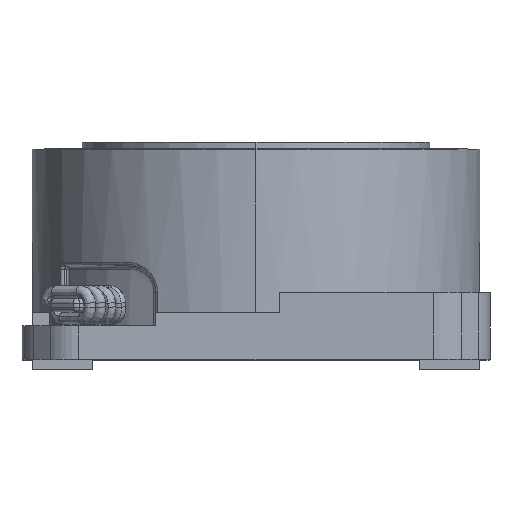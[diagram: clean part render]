
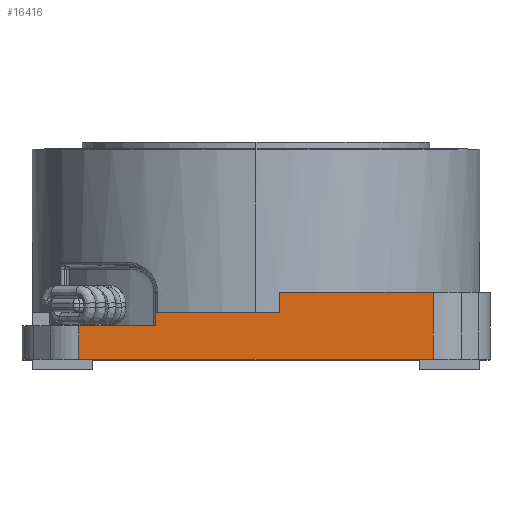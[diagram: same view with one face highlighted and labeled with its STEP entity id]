
A CAD part, top view. The second image highlights one B-rep face of the part: STEP entity #16416.
In plain terms, the highlighted planar face has unit normal (0, 0, 1).
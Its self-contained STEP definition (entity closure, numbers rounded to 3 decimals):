
#163 = EDGE_CURVE ( 'NONE', #15795, #1183, #19782, .T. ) ;
#223 = CARTESIAN_POINT ( 'NONE',  ( 2.651, 0.15, 3.5 ) ) ;
#413 = VECTOR ( 'NONE', #7410, 1000. ) ;
#623 = LINE ( 'NONE', #11575, #17207 ) ;
#1183 = VERTEX_POINT ( 'NONE', #1209 ) ;
#1209 = CARTESIAN_POINT ( 'NONE',  ( 2.651, 1.15, 3.5 ) ) ;
#1399 = ORIENTED_EDGE ( 'NONE', *, *, #1602, .F. ) ;
#1602 = EDGE_CURVE ( 'NONE', #6184, #13359, #11437, .T. ) ;
#2020 = VERTEX_POINT ( 'NONE', #6914 ) ;
#2181 = CARTESIAN_POINT ( 'NONE',  ( -2.651, 0.15, 3.5 ) ) ;
#2292 = DIRECTION ( 'NONE',  ( 1., 0., 0. ) ) ;
#2560 = CARTESIAN_POINT ( 'NONE',  ( -2.651, 0.65, 3.5 ) ) ;
#3241 = ORIENTED_EDGE ( 'NONE', *, *, #11130, .T. ) ;
#3349 = LINE ( 'NONE', #17927, #12596 ) ;
#3520 = DIRECTION ( 'NONE',  ( 0., 0., -1. ) ) ;
#3915 = DIRECTION ( 'NONE',  ( 0., -1., 0. ) ) ;
#4302 = EDGE_CURVE ( 'NONE', #2020, #16229, #18718, .T. ) ;
#6184 = VERTEX_POINT ( 'NONE', #2560 ) ;
#6914 = CARTESIAN_POINT ( 'NONE',  ( 0.35, 0.85, 3.5 ) ) ;
#7217 = AXIS2_PLACEMENT_3D ( 'NONE', #11260, #3520, #19344 ) ;
#7321 = VECTOR ( 'NONE', #10129, 1000. ) ;
#7410 = DIRECTION ( 'NONE',  ( -1., 0., 0. ) ) ;
#8007 = VECTOR ( 'NONE', #12176, 1000. ) ;
#8077 = CARTESIAN_POINT ( 'NONE',  ( 0.35, 0.85, 3.5 ) ) ;
#8224 = EDGE_CURVE ( 'NONE', #13359, #16612, #12134, .T. ) ;
#8957 = CARTESIAN_POINT ( 'NONE',  ( 0.35, 0.85, 3.5 ) ) ;
#9435 = CARTESIAN_POINT ( 'NONE',  ( 0.35, 1.15, 3.5 ) ) ;
#9630 = LINE ( 'NONE', #8957, #17732 ) ;
#9674 = CARTESIAN_POINT ( 'NONE',  ( -1.5, 0.85, 3.5 ) ) ;
#9692 = PLANE ( 'NONE',  #7217 ) ;
#10129 = DIRECTION ( 'NONE',  ( 0., 1., 0. ) ) ;
#10712 = DIRECTION ( 'NONE',  ( 1., 0., 0. ) ) ;
#10821 = ORIENTED_EDGE ( 'NONE', *, *, #4302, .F. ) ;
#10868 = VECTOR ( 'NONE', #17308, 1000. ) ;
#11130 = EDGE_CURVE ( 'NONE', #6184, #18627, #3349, .T. ) ;
#11260 = CARTESIAN_POINT ( 'NONE',  ( 3.5, 1.15, 3.5 ) ) ;
#11437 = LINE ( 'NONE', #11567, #12678 ) ;
#11567 = CARTESIAN_POINT ( 'NONE',  ( -3.5, 0.65, 3.5 ) ) ;
#11575 = CARTESIAN_POINT ( 'NONE',  ( 3.5, 1.15, 3.5 ) ) ;
#12134 = LINE ( 'NONE', #19834, #8007 ) ;
#12176 = DIRECTION ( 'NONE',  ( 0., 1., 0. ) ) ;
#12531 = ORIENTED_EDGE ( 'NONE', *, *, #163, .T. ) ;
#12596 = VECTOR ( 'NONE', #3915, 1000. ) ;
#12647 = EDGE_LOOP ( 'NONE', ( #17565, #12531, #13637, #10821, #14378, #18639, #1399, #3241 ) ) ;
#12670 = EDGE_CURVE ( 'NONE', #15795, #18627, #14523, .T. ) ;
#12678 = VECTOR ( 'NONE', #16285, 1000. ) ;
#12879 = EDGE_CURVE ( 'NONE', #16612, #2020, #9630, .T. ) ;
#13348 = CARTESIAN_POINT ( 'NONE',  ( 2.651, 1.15, 3.5 ) ) ;
#13359 = VERTEX_POINT ( 'NONE', #18031 ) ;
#13637 = ORIENTED_EDGE ( 'NONE', *, *, #15042, .F. ) ;
#13941 = CARTESIAN_POINT ( 'NONE',  ( 3.5, 0.15, 3.5 ) ) ;
#14378 = ORIENTED_EDGE ( 'NONE', *, *, #12879, .F. ) ;
#14523 = LINE ( 'NONE', #13941, #413 ) ;
#15042 = EDGE_CURVE ( 'NONE', #16229, #1183, #623, .T. ) ;
#15795 = VERTEX_POINT ( 'NONE', #223 ) ;
#16229 = VERTEX_POINT ( 'NONE', #9435 ) ;
#16285 = DIRECTION ( 'NONE',  ( 1., 0., 0. ) ) ;
#16416 = ADVANCED_FACE ( 'NONE', ( #19027 ), #9692, .F. ) ;
#16612 = VERTEX_POINT ( 'NONE', #9674 ) ;
#17207 = VECTOR ( 'NONE', #2292, 1000. ) ;
#17308 = DIRECTION ( 'NONE',  ( 0., 1., 0. ) ) ;
#17565 = ORIENTED_EDGE ( 'NONE', *, *, #12670, .F. ) ;
#17732 = VECTOR ( 'NONE', #10712, 1000. ) ;
#17927 = CARTESIAN_POINT ( 'NONE',  ( -2.651, 0.15, 3.5 ) ) ;
#18031 = CARTESIAN_POINT ( 'NONE',  ( -1.5, 0.65, 3.5 ) ) ;
#18627 = VERTEX_POINT ( 'NONE', #2181 ) ;
#18639 = ORIENTED_EDGE ( 'NONE', *, *, #8224, .F. ) ;
#18718 = LINE ( 'NONE', #8077, #10868 ) ;
#19027 = FACE_OUTER_BOUND ( 'NONE', #12647, .T. ) ;
#19344 = DIRECTION ( 'NONE',  ( -1., 0., 0. ) ) ;
#19782 = LINE ( 'NONE', #13348, #7321 ) ;
#19834 = CARTESIAN_POINT ( 'NONE',  ( -1.5, 0.65, 3.5 ) ) ;
